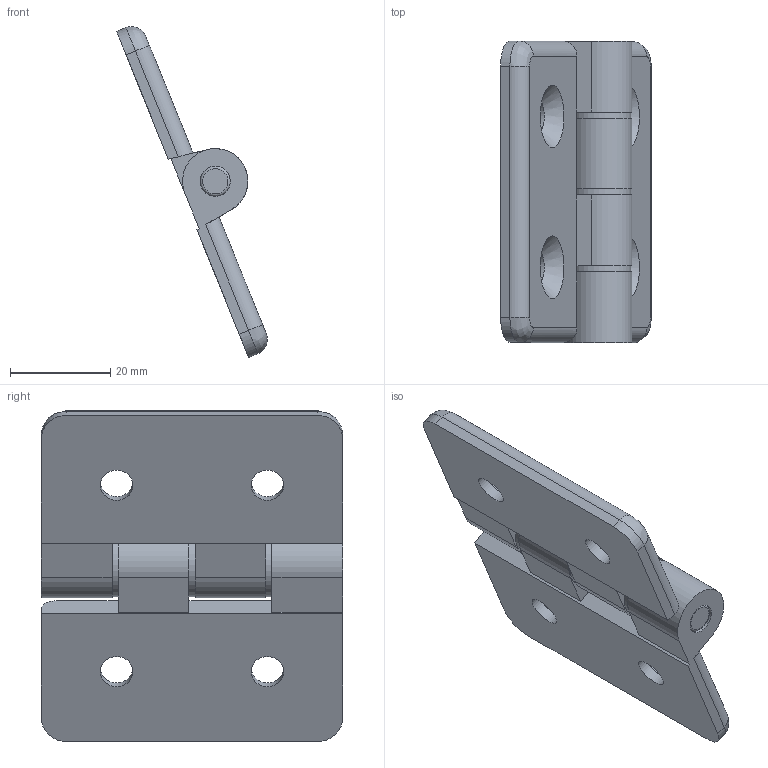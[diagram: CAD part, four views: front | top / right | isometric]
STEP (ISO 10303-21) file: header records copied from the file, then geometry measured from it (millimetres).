
FILE_DESCRIPTION(/* description */ (''),/* implementation_level */ '2;1');
FILE_NAME(/* name */ 'DR_HC6070.stp',/* time_stamp */ '2023-03-06T14:38:37+09:00',/* author */ ('user'),/* organization */ (''),/* preprocessor_version */ 'ST-DEVELOPER v15.6',/* originating_system */ 'Autodesk Inventor 2015',/* authorisation */ '');
FILE_SCHEMA (('AUTOMOTIVE_DESIGN { 1 0 10303 214 3 1 1 }'));
Length unit declared in the file: millimetre
Products named in the file (4): DR_HC6070-40; DR_HC6070-40-PIN; DR_HC6060-WASHER; DR_HC6070
Bounding box: 30.01 x 60 x 65.84 mm (x, y, z)
Volume: 23616.8 mm3; surface area: 14051.8 mm2
Topology: 6 solids, 6 shells, 73 faces, 167 edges, 106 vertices
Faces by surface type: plane 34, cylinder 29, cone 4, bspline 4, torus 2
Full cylindrical faces by diameter (mm): 6 x8, 6.5 x4, 12.5 x3
Entity records: 1126 total; most frequent: DIRECTION 195, CARTESIAN_POINT 185, ORIENTED_EDGE 142, AXIS2_PLACEMENT_3D 79, EDGE_CURVE 71, EDGE_LOOP 58, VERTEX_POINT 51, LINE 37
